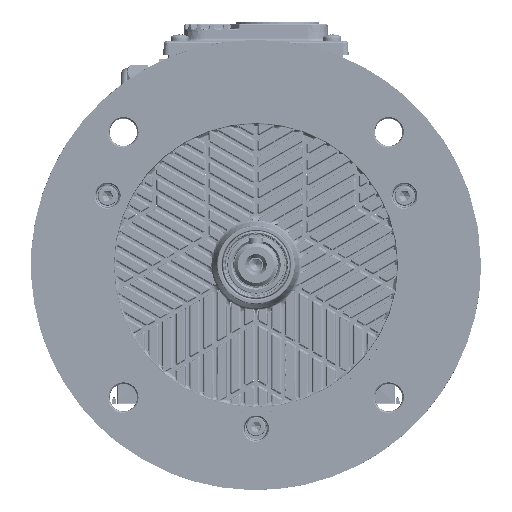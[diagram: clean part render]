
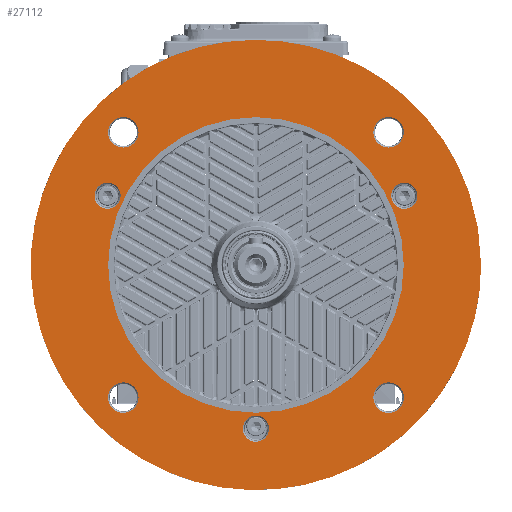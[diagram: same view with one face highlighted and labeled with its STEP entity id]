
A CAD part, top view. The second image highlights one B-rep face of the part: STEP entity #27112.
In plain terms, the highlighted planar face has unit normal (0, 0, 1).
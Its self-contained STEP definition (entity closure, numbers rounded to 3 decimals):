
#5624=PLANE('',#109707);
#27112=ADVANCED_FACE('',(#37354,#37355,#37356,#37357,#37358,#37359,#37360,
#37361,#37362),#5624,.T.);
#34812=CIRCLE('',#109671,5.752);
#34814=CIRCLE('',#109674,6.71);
#34816=CIRCLE('',#109677,6.71);
#34818=CIRCLE('',#109680,5.752);
#34820=CIRCLE('',#109683,6.71);
#34822=CIRCLE('',#109686,5.752);
#34824=CIRCLE('',#109689,6.71);
#34833=CIRCLE('',#109706,65.);
#37354=FACE_BOUND('',#41589,.T.);
#37355=FACE_BOUND('',#41590,.T.);
#37356=FACE_BOUND('',#41591,.T.);
#37357=FACE_BOUND('',#41592,.T.);
#37358=FACE_BOUND('',#41593,.T.);
#37359=FACE_BOUND('',#41594,.T.);
#37360=FACE_BOUND('',#41595,.T.);
#37361=FACE_BOUND('',#41596,.T.);
#37362=FACE_BOUND('',#41597,.T.);
#41589=EDGE_LOOP('',(#62377));
#41590=EDGE_LOOP('',(#62378));
#41591=EDGE_LOOP('',(#62379));
#41592=EDGE_LOOP('',(#62380));
#41593=EDGE_LOOP('',(#62381));
#41594=EDGE_LOOP('',(#62382));
#41595=EDGE_LOOP('',(#62383));
#41596=EDGE_LOOP('',(#62384));
#41597=EDGE_LOOP('',(#62385));
#62377=ORIENTED_EDGE('',*,*,#93546,.T.);
#62378=ORIENTED_EDGE('',*,*,#93544,.T.);
#62379=ORIENTED_EDGE('',*,*,#93542,.T.);
#62380=ORIENTED_EDGE('',*,*,#93540,.T.);
#62381=ORIENTED_EDGE('',*,*,#93538,.T.);
#62382=ORIENTED_EDGE('',*,*,#93536,.T.);
#62383=ORIENTED_EDGE('',*,*,#93534,.T.);
#62384=ORIENTED_EDGE('',*,*,#93555,.T.);
#62385=ORIENTED_EDGE('',*,*,#93556,.F.);
#77866=VERTEX_POINT('',#205737);
#77868=VERTEX_POINT('',#205742);
#77870=VERTEX_POINT('',#205747);
#77872=VERTEX_POINT('',#205752);
#77874=VERTEX_POINT('',#205757);
#77876=VERTEX_POINT('',#205762);
#77878=VERTEX_POINT('',#205767);
#77887=VERTEX_POINT('',#205841);
#77888=VERTEX_POINT('',#205843);
#93534=EDGE_CURVE('',#77866,#77866,#34812,.T.);
#93536=EDGE_CURVE('',#77868,#77868,#34814,.T.);
#93538=EDGE_CURVE('',#77870,#77870,#34816,.T.);
#93540=EDGE_CURVE('',#77872,#77872,#34818,.T.);
#93542=EDGE_CURVE('',#77874,#77874,#34820,.T.);
#93544=EDGE_CURVE('',#77876,#77876,#34822,.T.);
#93546=EDGE_CURVE('',#77878,#77878,#34824,.T.);
#93555=EDGE_CURVE('',#77887,#77887,#100783,.T.);
#93556=EDGE_CURVE('',#77888,#77888,#34833,.T.);
#100783=B_SPLINE_CURVE_WITH_KNOTS('',3,(#205792,#205793,#205794,#205795,
#205796,#205797,#205798,#205799,#205800,#205801,#205802,#205803,#205804,
#205805,#205806,#205807,#205808,#205809,#205810,#205811,#205812,#205813,
#205814,#205815,#205816,#205817,#205818,#205819,#205820,#205821,#205822,
#205823,#205824,#205825,#205826,#205827,#205828,#205829,#205830,#205831,
#205832,#205833,#205834,#205835,#205836,#205837,#205838,#205839,#205840),
 .UNSPECIFIED.,.T.,.F.,(1,3,3,3,3,3,3,3,3,3,3,3,3,3,3,3,3,3,1),(-0.063,
0.,0.063,0.125,0.188,0.25,0.313,0.375,0.438,0.5,0.563,0.625,0.688,
0.75,0.813,0.875,0.938,1.,1.063),.UNSPECIFIED.);
#109671=AXIS2_PLACEMENT_3D('',#205736,#133868,#133869);
#109674=AXIS2_PLACEMENT_3D('',#205741,#133874,#133875);
#109677=AXIS2_PLACEMENT_3D('',#205746,#133880,#133881);
#109680=AXIS2_PLACEMENT_3D('',#205751,#133886,#133887);
#109683=AXIS2_PLACEMENT_3D('',#205756,#133892,#133893);
#109686=AXIS2_PLACEMENT_3D('',#205761,#133898,#133899);
#109689=AXIS2_PLACEMENT_3D('',#205766,#133904,#133905);
#109706=AXIS2_PLACEMENT_3D('',#205842,#133938,#133939);
#109707=AXIS2_PLACEMENT_3D('',#205844,#133940,#133941);
#133868=DIRECTION('',(0.,0.,-1.));
#133869=DIRECTION('',(-1.,0.,0.));
#133874=DIRECTION('',(0.,0.,-1.));
#133875=DIRECTION('',(-1.,0.,0.));
#133880=DIRECTION('',(0.,0.,-1.));
#133881=DIRECTION('',(-1.,0.,0.));
#133886=DIRECTION('',(0.,0.,-1.));
#133887=DIRECTION('',(-1.,0.,0.));
#133892=DIRECTION('',(0.,0.,-1.));
#133893=DIRECTION('',(-1.,0.,0.));
#133898=DIRECTION('',(0.,0.,-1.));
#133899=DIRECTION('',(-1.,0.,0.));
#133904=DIRECTION('',(0.,0.,-1.));
#133905=DIRECTION('',(-1.,0.,0.));
#133938=DIRECTION('',(0.,0.,1.));
#133939=DIRECTION('',(-1.,0.,0.));
#133940=DIRECTION('',(0.,0.,1.));
#133941=DIRECTION('',(-1.,0.,0.));
#205736=CARTESIAN_POINT('',(-65.254,30.429,32.5));
#205737=CARTESIAN_POINT('',(-71.006,30.429,32.5));
#205741=CARTESIAN_POINT('',(-58.336,58.336,32.5));
#205742=CARTESIAN_POINT('',(-65.046,58.336,32.5));
#205746=CARTESIAN_POINT('',(-58.336,-58.336,32.5));
#205747=CARTESIAN_POINT('',(-65.046,-58.336,32.5));
#205751=CARTESIAN_POINT('',(0.,-72.,32.5));
#205752=CARTESIAN_POINT('',(-5.752,-72.,32.5));
#205756=CARTESIAN_POINT('',(58.336,-58.336,32.5));
#205757=CARTESIAN_POINT('',(51.627,-58.336,32.5));
#205761=CARTESIAN_POINT('',(65.254,30.429,32.5));
#205762=CARTESIAN_POINT('',(59.502,30.429,32.5));
#205766=CARTESIAN_POINT('',(58.336,58.336,32.5));
#205767=CARTESIAN_POINT('',(51.627,58.336,32.5));
#205792=CARTESIAN_POINT('',(99.,0.,32.5));
#205793=CARTESIAN_POINT('',(99.,13.001,32.5));
#205794=CARTESIAN_POINT('',(96.439,25.875,32.5));
#205795=CARTESIAN_POINT('',(91.464,37.886,32.5));
#205796=CARTESIAN_POINT('',(86.489,49.896,32.5));
#205797=CARTESIAN_POINT('',(79.196,60.811,32.5));
#205798=CARTESIAN_POINT('',(70.004,70.004,32.5));
#205799=CARTESIAN_POINT('',(60.811,79.196,32.5));
#205800=CARTESIAN_POINT('',(49.896,86.489,32.5));
#205801=CARTESIAN_POINT('',(37.886,91.464,32.5));
#205802=CARTESIAN_POINT('',(25.875,96.439,32.5));
#205803=CARTESIAN_POINT('',(13.,99.,32.5));
#205804=CARTESIAN_POINT('',(0.,99.,32.5));
#205805=CARTESIAN_POINT('',(-13.,99.,32.5));
#205806=CARTESIAN_POINT('',(-25.875,96.439,32.5));
#205807=CARTESIAN_POINT('',(-37.886,91.464,32.5));
#205808=CARTESIAN_POINT('',(-49.896,86.489,32.5));
#205809=CARTESIAN_POINT('',(-60.811,79.196,32.5));
#205810=CARTESIAN_POINT('',(-70.004,70.004,32.5));
#205811=CARTESIAN_POINT('',(-79.196,60.811,32.5));
#205812=CARTESIAN_POINT('',(-86.489,49.896,32.5));
#205813=CARTESIAN_POINT('',(-91.464,37.886,32.5));
#205814=CARTESIAN_POINT('',(-96.439,25.875,32.5));
#205815=CARTESIAN_POINT('',(-99.,13.,32.5));
#205816=CARTESIAN_POINT('',(-99.,0.,32.5));
#205817=CARTESIAN_POINT('',(-99.,-13.,32.5));
#205818=CARTESIAN_POINT('',(-96.439,-25.875,32.5));
#205819=CARTESIAN_POINT('',(-91.464,-37.886,32.5));
#205820=CARTESIAN_POINT('',(-86.489,-49.896,32.5));
#205821=CARTESIAN_POINT('',(-79.196,-60.811,32.5));
#205822=CARTESIAN_POINT('',(-70.004,-70.004,32.5));
#205823=CARTESIAN_POINT('',(-60.811,-79.196,32.5));
#205824=CARTESIAN_POINT('',(-49.896,-86.489,32.5));
#205825=CARTESIAN_POINT('',(-37.886,-91.464,32.5));
#205826=CARTESIAN_POINT('',(-25.875,-96.439,32.5));
#205827=CARTESIAN_POINT('',(-13.,-99.,32.5));
#205828=CARTESIAN_POINT('',(0.,-99.,32.5));
#205829=CARTESIAN_POINT('',(13.,-99.,32.5));
#205830=CARTESIAN_POINT('',(25.875,-96.439,32.5));
#205831=CARTESIAN_POINT('',(37.886,-91.464,32.5));
#205832=CARTESIAN_POINT('',(49.896,-86.489,32.5));
#205833=CARTESIAN_POINT('',(60.811,-79.196,32.5));
#205834=CARTESIAN_POINT('',(70.004,-70.004,32.5));
#205835=CARTESIAN_POINT('',(79.196,-60.811,32.5));
#205836=CARTESIAN_POINT('',(86.489,-49.896,32.5));
#205837=CARTESIAN_POINT('',(91.464,-37.886,32.5));
#205838=CARTESIAN_POINT('',(96.439,-25.875,32.5));
#205839=CARTESIAN_POINT('',(99.,-13.,32.5));
#205840=CARTESIAN_POINT('',(99.,0.,32.5));
#205841=CARTESIAN_POINT('',(98.996,0.,32.5));
#205842=CARTESIAN_POINT('',(0.,0.,32.5));
#205843=CARTESIAN_POINT('',(-65.,0.,32.5));
#205844=CARTESIAN_POINT('',(0.,0.,32.5));
